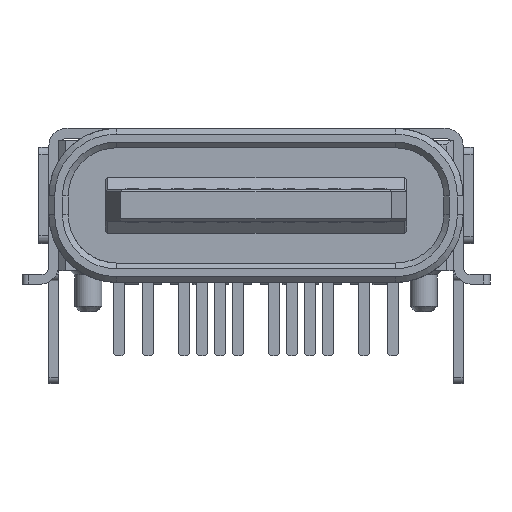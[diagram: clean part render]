
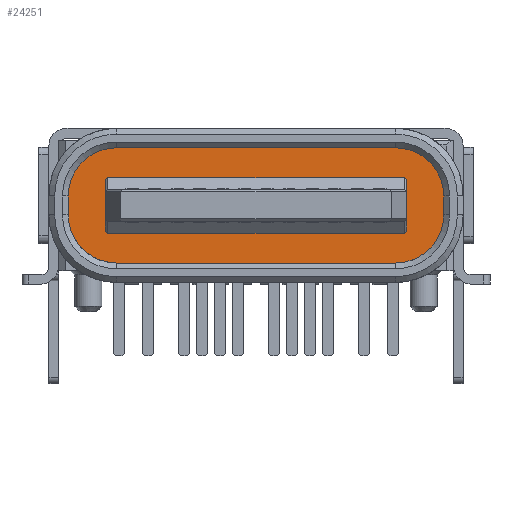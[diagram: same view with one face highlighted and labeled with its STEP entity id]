
A CAD part, front view. The second image highlights one B-rep face of the part: STEP entity #24251.
In plain terms, the highlighted planar face has unit normal (0, -1, 0).
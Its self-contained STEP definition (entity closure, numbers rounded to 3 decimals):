
#733=PLANE('',#25567);
#1185=CIRCLE('',#25526,1.07);
#1186=CIRCLE('',#25529,1.07);
#1187=CIRCLE('',#25532,1.07);
#1188=CIRCLE('',#25535,1.07);
#5753=ORIENTED_EDGE('',*,*,#8454,.F.);
#5754=ORIENTED_EDGE('',*,*,#8514,.T.);
#5755=ORIENTED_EDGE('',*,*,#8520,.T.);
#5756=ORIENTED_EDGE('',*,*,#8516,.T.);
#5757=ORIENTED_EDGE('',*,*,#8521,.T.);
#5758=ORIENTED_EDGE('',*,*,#8522,.T.);
#5759=ORIENTED_EDGE('',*,*,#8523,.F.);
#5760=ORIENTED_EDGE('',*,*,#8457,.T.);
#5761=ORIENTED_EDGE('',*,*,#8453,.F.);
#5762=ORIENTED_EDGE('',*,*,#8451,.F.);
#5763=ORIENTED_EDGE('',*,*,#8449,.F.);
#5764=ORIENTED_EDGE('',*,*,#8447,.F.);
#5765=ORIENTED_EDGE('',*,*,#8445,.F.);
#5766=ORIENTED_EDGE('',*,*,#8443,.F.);
#5767=ORIENTED_EDGE('',*,*,#8441,.F.);
#5768=ORIENTED_EDGE('',*,*,#8439,.F.);
#8439=EDGE_CURVE('',#10159,#10160,#12174,.T.);
#8441=EDGE_CURVE('',#10160,#10161,#1185,.T.);
#8443=EDGE_CURVE('',#10161,#10162,#12177,.T.);
#8445=EDGE_CURVE('',#10162,#10163,#1186,.T.);
#8447=EDGE_CURVE('',#10163,#10164,#12180,.T.);
#8449=EDGE_CURVE('',#10164,#10165,#1187,.T.);
#8451=EDGE_CURVE('',#10165,#10166,#12183,.T.);
#8453=EDGE_CURVE('',#10166,#10159,#1188,.T.);
#8454=EDGE_CURVE('',#10167,#10168,#12185,.T.);
#8457=EDGE_CURVE('',#10169,#10168,#12188,.F.);
#8514=EDGE_CURVE('',#10167,#10206,#12237,.T.);
#8516=EDGE_CURVE('',#10207,#10208,#12239,.T.);
#8520=EDGE_CURVE('',#10206,#10207,#12243,.T.);
#8521=EDGE_CURVE('',#10208,#10211,#12244,.T.);
#8522=EDGE_CURVE('',#10211,#10212,#12245,.F.);
#8523=EDGE_CURVE('',#10169,#10212,#12246,.T.);
#10159=VERTEX_POINT('',#34979);
#10160=VERTEX_POINT('',#34981);
#10161=VERTEX_POINT('',#34985);
#10162=VERTEX_POINT('',#34989);
#10163=VERTEX_POINT('',#34993);
#10164=VERTEX_POINT('',#34997);
#10165=VERTEX_POINT('',#35001);
#10166=VERTEX_POINT('',#35005);
#10167=VERTEX_POINT('',#35011);
#10168=VERTEX_POINT('',#35012);
#10169=VERTEX_POINT('',#35017);
#10206=VERTEX_POINT('',#35131);
#10207=VERTEX_POINT('',#35135);
#10208=VERTEX_POINT('',#35136);
#10211=VERTEX_POINT('',#35145);
#10212=VERTEX_POINT('',#35147);
#12174=LINE('',#34980,#14289);
#12177=LINE('',#34988,#14292);
#12180=LINE('',#34996,#14295);
#12183=LINE('',#35004,#14298);
#12185=LINE('',#35010,#14300);
#12188=LINE('',#35016,#14303);
#12237=LINE('',#35130,#14352);
#12239=LINE('',#35134,#14354);
#12243=LINE('',#35143,#14358);
#12244=LINE('',#35144,#14359);
#12245=LINE('',#35146,#14360);
#12246=LINE('',#35148,#14361);
#14289=VECTOR('',#29877,1000.);
#14292=VECTOR('',#29886,1000.);
#14295=VECTOR('',#29895,1000.);
#14298=VECTOR('',#29904,1000.);
#14300=VECTOR('',#29912,1000.);
#14303=VECTOR('',#29917,1000.);
#14352=VECTOR('',#30022,1000.);
#14354=VECTOR('',#30026,1000.);
#14358=VECTOR('',#30032,1000.);
#14359=VECTOR('',#30033,1000.);
#14360=VECTOR('',#30034,1000.);
#14361=VECTOR('',#30035,1000.);
#15477=EDGE_LOOP('',(#5753,#5754,#5755,#5756,#5757,#5758,#5759,#5760));
#15478=EDGE_LOOP('',(#5761,#5762,#5763,#5764,#5765,#5766,#5767,#5768));
#16491=FACE_BOUND('',#15477,.T.);
#16492=FACE_BOUND('',#15478,.T.);
#24251=ADVANCED_FACE('',(#16491,#16492),#733,.F.);
#25526=AXIS2_PLACEMENT_3D('',#34984,#29881,#29882);
#25529=AXIS2_PLACEMENT_3D('',#34992,#29890,#29891);
#25532=AXIS2_PLACEMENT_3D('',#35000,#29899,#29900);
#25535=AXIS2_PLACEMENT_3D('',#35008,#29908,#29909);
#25567=AXIS2_PLACEMENT_3D('',#35142,#30030,#30031);
#29877=DIRECTION('',(0.,0.,-1.));
#29881=DIRECTION('',(0.,1.,0.));
#29882=DIRECTION('',(0.,0.,1.));
#29886=DIRECTION('',(-1.,0.,0.));
#29890=DIRECTION('',(0.,1.,0.));
#29891=DIRECTION('',(0.,0.,1.));
#29895=DIRECTION('',(0.,0.,1.));
#29899=DIRECTION('',(0.,1.,0.));
#29900=DIRECTION('',(0.,0.,-1.));
#29904=DIRECTION('',(1.,0.,0.));
#29908=DIRECTION('',(0.,1.,0.));
#29909=DIRECTION('',(0.,0.,1.));
#29912=DIRECTION('',(-1.,0.,0.));
#29917=DIRECTION('',(-0.707,0.,-0.707));
#30022=DIRECTION('',(0.707,0.,-0.707));
#30026=DIRECTION('',(-0.707,0.,-0.707));
#30030=DIRECTION('',(0.,1.,0.));
#30031=DIRECTION('',(0.,0.,1.));
#30032=DIRECTION('',(0.,0.,-1.));
#30033=DIRECTION('',(-1.,0.,0.));
#30034=DIRECTION('',(0.707,0.,-0.707));
#30035=DIRECTION('',(0.,0.,-1.));
#34979=CARTESIAN_POINT('',(4.17,6.169,0.21));
#34980=CARTESIAN_POINT('',(4.17,6.169,0.21));
#34981=CARTESIAN_POINT('',(4.17,6.169,-0.21));
#34984=CARTESIAN_POINT('',(3.1,6.169,-0.21));
#34985=CARTESIAN_POINT('',(3.1,6.169,-1.28));
#34988=CARTESIAN_POINT('',(3.1,6.169,-1.28));
#34989=CARTESIAN_POINT('',(-3.1,6.169,-1.28));
#34992=CARTESIAN_POINT('',(-3.1,6.169,-0.21));
#34993=CARTESIAN_POINT('',(-4.17,6.169,-0.21));
#34996=CARTESIAN_POINT('',(-4.17,6.169,-0.21));
#34997=CARTESIAN_POINT('',(-4.17,6.169,0.21));
#35000=CARTESIAN_POINT('',(-3.1,6.169,0.21));
#35001=CARTESIAN_POINT('',(-3.1,6.169,1.28));
#35004=CARTESIAN_POINT('',(-1.115,6.169,1.28));
#35005=CARTESIAN_POINT('',(3.1,6.169,1.28));
#35008=CARTESIAN_POINT('',(3.1,6.169,0.21));
#35010=CARTESIAN_POINT('',(3.345,6.169,0.619));
#35011=CARTESIAN_POINT('',(3.295,6.169,0.619));
#35012=CARTESIAN_POINT('',(-3.295,6.169,0.619));
#35016=CARTESIAN_POINT('',(-3.612,6.169,0.302));
#35017=CARTESIAN_POINT('',(-3.345,6.169,0.569));
#35130=CARTESIAN_POINT('',(0.512,6.169,3.402));
#35131=CARTESIAN_POINT('',(3.345,6.169,0.569));
#35134=CARTESIAN_POINT('',(0.302,6.169,-3.612));
#35135=CARTESIAN_POINT('',(3.345,6.169,-0.569));
#35136=CARTESIAN_POINT('',(3.295,6.169,-0.619));
#35142=CARTESIAN_POINT('',(-3.1,6.169,-0.21));
#35143=CARTESIAN_POINT('',(3.345,6.169,0.619));
#35144=CARTESIAN_POINT('',(3.345,6.169,-0.619));
#35145=CARTESIAN_POINT('',(-3.295,6.169,-0.619));
#35146=CARTESIAN_POINT('',(-3.402,6.169,-0.512));
#35147=CARTESIAN_POINT('',(-3.345,6.169,-0.569));
#35148=CARTESIAN_POINT('',(-3.345,6.169,0.619));
